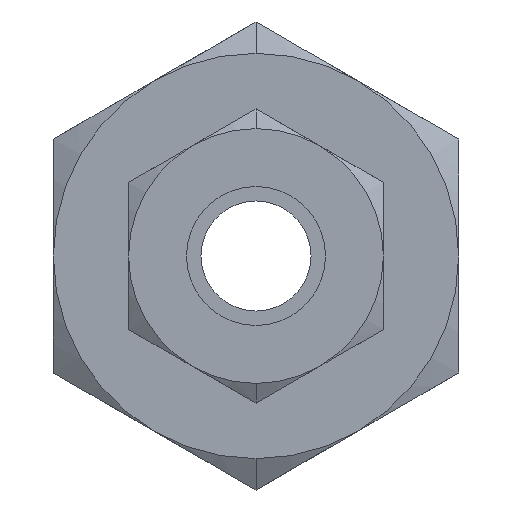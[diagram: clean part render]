
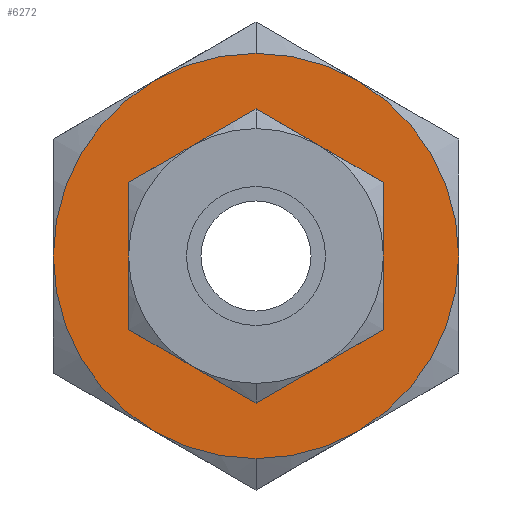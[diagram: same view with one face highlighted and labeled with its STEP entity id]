
A CAD part, left-side view. The second image highlights one B-rep face of the part: STEP entity #6272.
In plain terms, the highlighted planar face has unit normal (-1, 0, 0).
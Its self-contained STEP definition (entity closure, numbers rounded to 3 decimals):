
#196 = CIRCLE ( 'NONE', #1456, 17.5 ) ;
#347 = AXIS2_PLACEMENT_3D ( 'NONE', #2847, #7256, #4383 ) ;
#376 = DIRECTION ( 'NONE',  ( 0., 0.5, 0.866 ) ) ;
#381 = CARTESIAN_POINT ( 'NONE',  ( 22., 8.75, 15.155 ) ) ;
#607 = CIRCLE ( 'NONE', #5619, 17.5 ) ;
#836 = EDGE_CURVE ( 'NONE', #3723, #4496, #8896, .T. ) ;
#993 = DIRECTION ( 'NONE',  ( 0., -1., 0. ) ) ;
#1022 = DIRECTION ( 'NONE',  ( 0., 1., 0. ) ) ;
#1037 = ORIENTED_EDGE ( 'NONE', *, *, #3716, .T. ) ;
#1172 = DIRECTION ( 'NONE',  ( 1., 0., 0. ) ) ;
#1393 = EDGE_CURVE ( 'NONE', #4052, #4926, #7621, .T. ) ;
#1456 = AXIS2_PLACEMENT_3D ( 'NONE', #2964, #6735, #993 ) ;
#1544 = CARTESIAN_POINT ( 'NONE',  ( 22., 0., 17.5 ) ) ;
#1757 = FACE_BOUND ( 'NONE', #4046, .T. ) ;
#1985 = ORIENTED_EDGE ( 'NONE', *, *, #2235, .T. ) ;
#2068 = ORIENTED_EDGE ( 'NONE', *, *, #1393, .T. ) ;
#2095 = CARTESIAN_POINT ( 'NONE',  ( 22., 0., 0. ) ) ;
#2235 = EDGE_CURVE ( 'NONE', #2557, #8246, #4032, .T. ) ;
#2292 = DIRECTION ( 'NONE',  ( -1., 0., 0. ) ) ;
#2343 = EDGE_CURVE ( 'NONE', #4496, #2557, #607, .T. ) ;
#2376 = DIRECTION ( 'NONE',  ( -1., 0., 0. ) ) ;
#2557 = VERTEX_POINT ( 'NONE', #4937 ) ;
#2642 = PLANE ( 'NONE',  #6229 ) ;
#2840 = CARTESIAN_POINT ( 'NONE',  ( 22., 0., 0. ) ) ;
#2847 = CARTESIAN_POINT ( 'NONE',  ( 22., 0., 0. ) ) ;
#2923 = AXIS2_PLACEMENT_3D ( 'NONE', #5660, #8644, #8208 ) ;
#2927 = DIRECTION ( 'NONE',  ( 0., 0., -1. ) ) ;
#2964 = CARTESIAN_POINT ( 'NONE',  ( 22., 0., 0. ) ) ;
#2991 = ORIENTED_EDGE ( 'NONE', *, *, #3363, .T. ) ;
#3125 = DIRECTION ( 'NONE',  ( -1., 0., 0. ) ) ;
#3171 = ORIENTED_EDGE ( 'NONE', *, *, #5233, .T. ) ;
#3363 = EDGE_CURVE ( 'NONE', #8665, #7912, #3812, .T. ) ;
#3548 = ORIENTED_EDGE ( 'NONE', *, *, #2343, .T. ) ;
#3567 = AXIS2_PLACEMENT_3D ( 'NONE', #9103, #3125, #7586 ) ;
#3716 = EDGE_CURVE ( 'NONE', #7912, #7609, #196, .T. ) ;
#3723 = VERTEX_POINT ( 'NONE', #1544 ) ;
#3812 = CIRCLE ( 'NONE', #5849, 17.5 ) ;
#4032 = CIRCLE ( 'NONE', #3567, 17.5 ) ;
#4046 = EDGE_LOOP ( 'NONE', ( #3171, #2068 ) ) ;
#4052 = VERTEX_POINT ( 'NONE', #5993 ) ;
#4120 = FACE_OUTER_BOUND ( 'NONE', #5070, .T. ) ;
#4328 = CIRCLE ( 'NONE', #6499, 17.5 ) ;
#4383 = DIRECTION ( 'NONE',  ( 0., 0., -1. ) ) ;
#4443 = VERTEX_POINT ( 'NONE', #9352 ) ;
#4496 = VERTEX_POINT ( 'NONE', #381 ) ;
#4580 = CARTESIAN_POINT ( 'NONE',  ( 22., -8.75, -15.155 ) ) ;
#4695 = CARTESIAN_POINT ( 'NONE',  ( 22., 0., 0. ) ) ;
#4926 = VERTEX_POINT ( 'NONE', #5214 ) ;
#4937 = CARTESIAN_POINT ( 'NONE',  ( 22., 17.5, 0. ) ) ;
#5056 = ORIENTED_EDGE ( 'NONE', *, *, #5658, .T. ) ;
#5070 = EDGE_LOOP ( 'NONE', ( #8172, #5799, #3548, #1985, #5056, #5642, #2991, #1037 ) ) ;
#5214 = CARTESIAN_POINT ( 'NONE',  ( 22., 0., -8.769 ) ) ;
#5233 = EDGE_CURVE ( 'NONE', #4926, #4052, #8188, .T. ) ;
#5619 = AXIS2_PLACEMENT_3D ( 'NONE', #7089, #7825, #376 ) ;
#5642 = ORIENTED_EDGE ( 'NONE', *, *, #8068, .T. ) ;
#5658 = EDGE_CURVE ( 'NONE', #8246, #4443, #6615, .T. ) ;
#5660 = CARTESIAN_POINT ( 'NONE',  ( 22., 0., 0. ) ) ;
#5799 = ORIENTED_EDGE ( 'NONE', *, *, #836, .T. ) ;
#5831 = DIRECTION ( 'NONE',  ( 0., -0.5, 0.866 ) ) ;
#5849 = AXIS2_PLACEMENT_3D ( 'NONE', #4695, #2376, #6152 ) ;
#5993 = CARTESIAN_POINT ( 'NONE',  ( 22., 0., 8.769 ) ) ;
#6152 = DIRECTION ( 'NONE',  ( 0., -0.5, -0.866 ) ) ;
#6229 = AXIS2_PLACEMENT_3D ( 'NONE', #8524, #1172, #1022 ) ;
#6272 = ADVANCED_FACE ( 'NONE', ( #1757, #4120 ), #2642, .F. ) ;
#6328 = AXIS2_PLACEMENT_3D ( 'NONE', #9556, #9508, #5831 ) ;
#6499 = AXIS2_PLACEMENT_3D ( 'NONE', #2095, #6556, #2927 ) ;
#6556 = DIRECTION ( 'NONE',  ( -1., 0., 0. ) ) ;
#6615 = CIRCLE ( 'NONE', #7552, 17.5 ) ;
#6735 = DIRECTION ( 'NONE',  ( -1., 0., 0. ) ) ;
#6981 = CARTESIAN_POINT ( 'NONE',  ( 22., 8.75, -15.155 ) ) ;
#7089 = CARTESIAN_POINT ( 'NONE',  ( 22., 0., 0. ) ) ;
#7190 = CARTESIAN_POINT ( 'NONE',  ( 22., -8.75, 15.155 ) ) ;
#7204 = DIRECTION ( 'NONE',  ( 0., 0., 1. ) ) ;
#7256 = DIRECTION ( 'NONE',  ( 1., 0., 0. ) ) ;
#7444 = CIRCLE ( 'NONE', #6328, 17.5 ) ;
#7552 = AXIS2_PLACEMENT_3D ( 'NONE', #8322, #2292, #9009 ) ;
#7586 = DIRECTION ( 'NONE',  ( 0., 1., 0. ) ) ;
#7609 = VERTEX_POINT ( 'NONE', #7190 ) ;
#7621 = CIRCLE ( 'NONE', #8879, 8.769 ) ;
#7825 = DIRECTION ( 'NONE',  ( -1., 0., 0. ) ) ;
#7912 = VERTEX_POINT ( 'NONE', #8018 ) ;
#8018 = CARTESIAN_POINT ( 'NONE',  ( 22., -17.5, 0. ) ) ;
#8068 = EDGE_CURVE ( 'NONE', #4443, #8665, #4328, .T. ) ;
#8172 = ORIENTED_EDGE ( 'NONE', *, *, #8933, .T. ) ;
#8188 = CIRCLE ( 'NONE', #347, 8.769 ) ;
#8208 = DIRECTION ( 'NONE',  ( 0., 0., 1. ) ) ;
#8246 = VERTEX_POINT ( 'NONE', #6981 ) ;
#8322 = CARTESIAN_POINT ( 'NONE',  ( 22., 0., 0. ) ) ;
#8524 = CARTESIAN_POINT ( 'NONE',  ( 22., 0., 0. ) ) ;
#8644 = DIRECTION ( 'NONE',  ( -1., 0., 0. ) ) ;
#8665 = VERTEX_POINT ( 'NONE', #4580 ) ;
#8879 = AXIS2_PLACEMENT_3D ( 'NONE', #2840, #9608, #7204 ) ;
#8896 = CIRCLE ( 'NONE', #2923, 17.5 ) ;
#8933 = EDGE_CURVE ( 'NONE', #7609, #3723, #7444, .T. ) ;
#9009 = DIRECTION ( 'NONE',  ( 0., 0.5, -0.866 ) ) ;
#9103 = CARTESIAN_POINT ( 'NONE',  ( 22., 0., 0. ) ) ;
#9352 = CARTESIAN_POINT ( 'NONE',  ( 22., 0., -17.5 ) ) ;
#9508 = DIRECTION ( 'NONE',  ( -1., 0., 0. ) ) ;
#9556 = CARTESIAN_POINT ( 'NONE',  ( 22., 0., 0. ) ) ;
#9608 = DIRECTION ( 'NONE',  ( 1., 0., 0. ) ) ;
